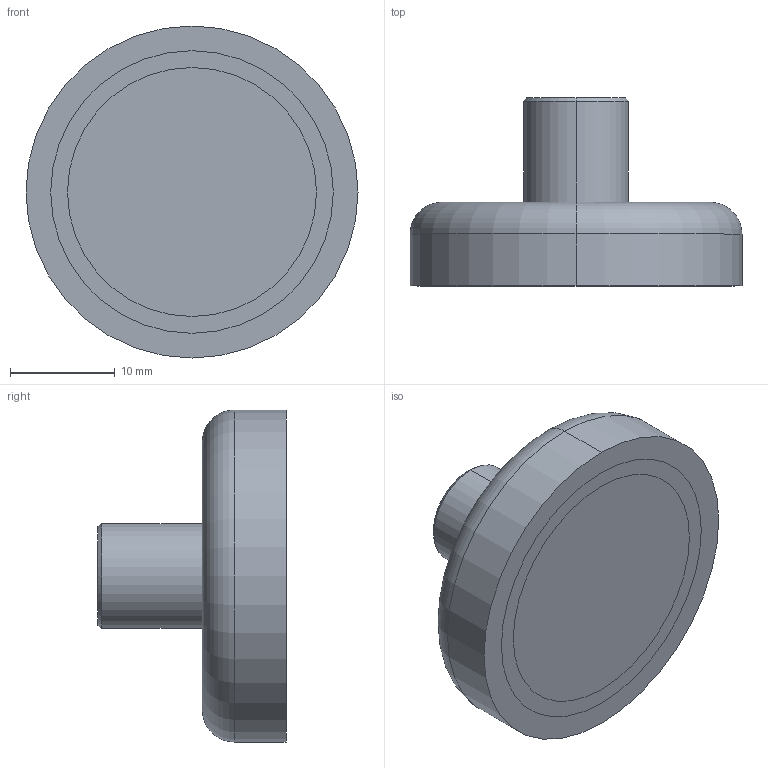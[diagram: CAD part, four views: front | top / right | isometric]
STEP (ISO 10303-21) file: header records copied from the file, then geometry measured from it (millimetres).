
FILE_DESCRIPTION (( 'STEP AP214' ), '1' );
FILE_NAME ('CUPF1250.step', '2012-04-20T20:48:04', ( '' ), ( '' ), 'SwSTEP 2.0', 'SolidWorks 2012', '' );
FILE_SCHEMA (( 'AUTOMOTIVE_DESIGN' ));
Length unit declared in the file: inch
Products named in the file (1): CUPF1250
Bounding box: 31.75 x 17.98 x 31.75 mm (x, y, z)
Volume: 6674.5 mm3; surface area: 5657.9 mm2
Topology: 3 solids, 3 shells, 28 faces, 54 edges, 34 vertices
Faces by surface type: cylinder 14, plane 8, cone 4, torus 2
Entity records: 952 total; most frequent: DIRECTION 148, CARTESIAN_POINT 117, ORIENTED_EDGE 108, AXIS2_PLACEMENT_3D 65, EDGE_CURVE 54, CIRCLE 36, EDGE_LOOP 34, VERTEX_POINT 34
